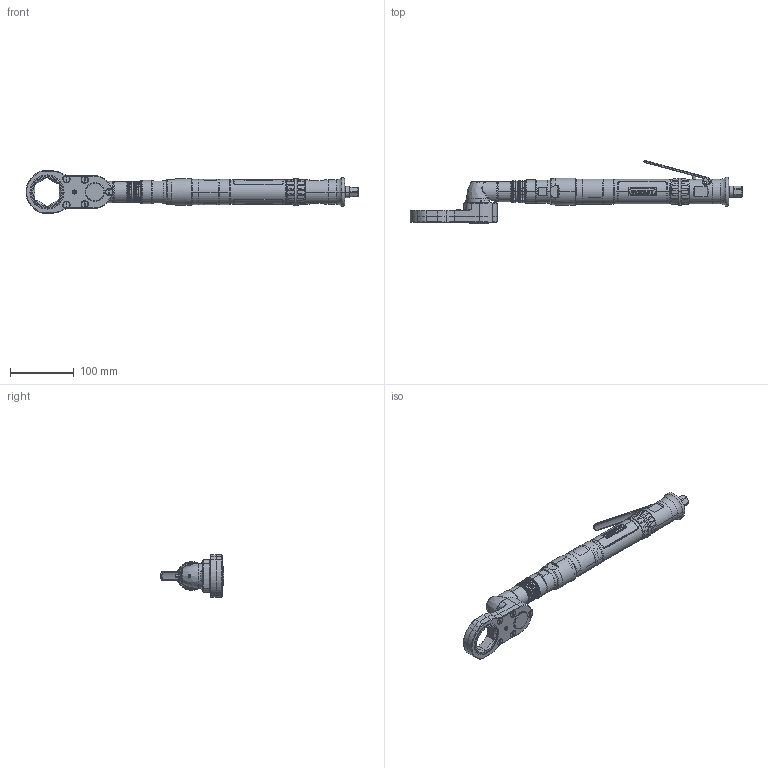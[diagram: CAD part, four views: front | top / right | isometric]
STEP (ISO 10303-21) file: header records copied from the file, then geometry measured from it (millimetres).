
FILE_DESCRIPTION((''),'2;1');
FILE_NAME('AA33LC506-50','2011-01-19T',('EJF1116'),(''),'PRO/ENGINEER BY PARAMETRIC TECHNOLOGY CORPORATION, 2009460','PRO/ENGINEER BY PARAMETRIC TECHNOLOGY CORPORATION, 2009460','');
FILE_SCHEMA(('CONFIG_CONTROL_DESIGN'));
Products named in the file (1): AA33LC506-50
Bounding box: 519.57 x 99.08 x 65.79 mm (x, y, z)
Surface area: 144213.9 mm2 (no closed solid volume)
Topology: 0 solids, 158 shells, 1064 faces, 4908 edges, 3837 vertices
Faces by surface type: cylinder 466, plane 274, cone 151, torus 86, bspline 85, sphere 2
Entity records: 87158 total; most frequent: CARTESIAN_POINT 51866, ORIENTED_EDGE 6652, DIRECTION 6524, EDGE_CURVE 4904, VERTEX_POINT 3837, AXIS2_PLACEMENT_3D 2538, B_SPLINE_CURVE_WITH_KNOTS 1897, CIRCLE 1559
